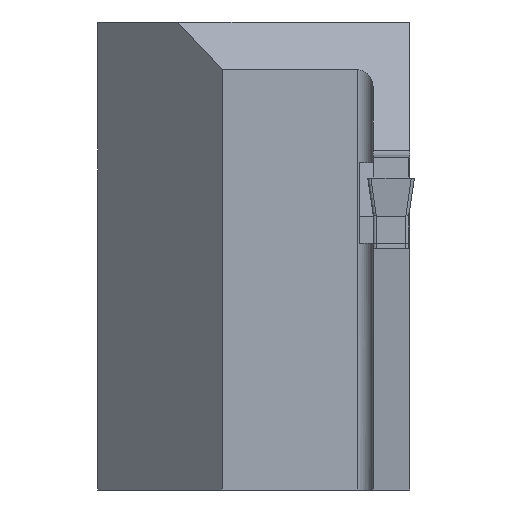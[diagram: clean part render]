
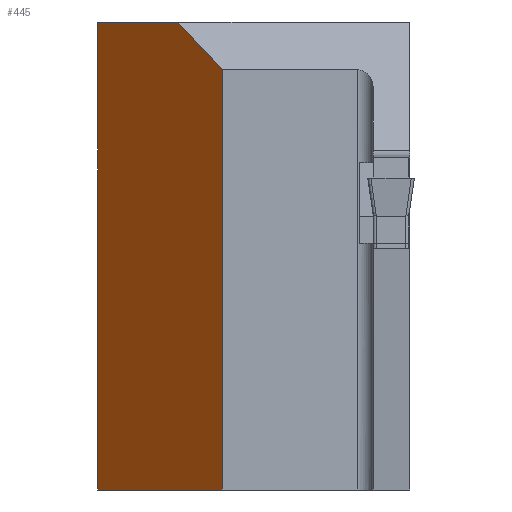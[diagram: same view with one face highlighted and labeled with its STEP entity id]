
A CAD part, left-side view. The second image highlights one B-rep face of the part: STEP entity #445.
In plain terms, the highlighted planar face has unit normal (-0.707, 0.707, 0).
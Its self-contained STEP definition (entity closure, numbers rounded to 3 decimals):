
#445=ADVANCED_FACE('',(#532),#493,.T.);
#493=PLANE('',#1324);
#532=FACE_OUTER_BOUND('',#581,.T.);
#581=EDGE_LOOP('',(#681,#682,#683,#684,#685));
#681=ORIENTED_EDGE('',*,*,#1013,.F.);
#682=ORIENTED_EDGE('',*,*,#986,.F.);
#683=ORIENTED_EDGE('',*,*,#977,.T.);
#684=ORIENTED_EDGE('',*,*,#983,.T.);
#685=ORIENTED_EDGE('',*,*,#990,.F.);
#891=VERTEX_POINT('',#1650);
#892=VERTEX_POINT('',#1652);
#896=VERTEX_POINT('',#1662);
#898=VERTEX_POINT('',#1669);
#900=VERTEX_POINT('',#1675);
#977=EDGE_CURVE('',#892,#891,#1107,.T.);
#983=EDGE_CURVE('',#891,#896,#1112,.T.);
#986=EDGE_CURVE('',#892,#898,#1115,.T.);
#990=EDGE_CURVE('',#900,#896,#1119,.T.);
#1013=EDGE_CURVE('',#898,#900,#1136,.T.);
#1107=LINE('',#1651,#1210);
#1112=LINE('',#1663,#1215);
#1115=LINE('',#1668,#1218);
#1119=LINE('',#1677,#1222);
#1136=LINE('',#1721,#1239);
#1210=VECTOR('',#1393,1.);
#1215=VECTOR('',#1402,1.);
#1218=VECTOR('',#1407,1.);
#1222=VECTOR('',#1413,1.);
#1239=VECTOR('',#1454,1.);
#1324=AXIS2_PLACEMENT_3D('',#1722,#1455,#1456);
#1393=DIRECTION('',(0.,0.,-1.));
#1402=DIRECTION('',(-0.707,-0.707,0.));
#1407=DIRECTION('',(-0.707,-0.707,0.));
#1413=DIRECTION('',(0.,0.,-1.));
#1454=DIRECTION('',(-0.563,-0.563,-0.604));
#1455=DIRECTION('',(-0.707,0.707,0.));
#1456=DIRECTION('',(-0.707,-0.707,0.));
#1650=CARTESIAN_POINT('',(19.,20.,-20.));
#1651=CARTESIAN_POINT('',(19.,20.,210.773));
#1652=CARTESIAN_POINT('',(19.,20.,10.));
#1662=CARTESIAN_POINT('',(11.,12.,-20.));
#1663=CARTESIAN_POINT('',(9.5,10.5,-20.));
#1668=CARTESIAN_POINT('',(-0.5,0.5,10.));
#1669=CARTESIAN_POINT('',(13.863,14.863,10.));
#1675=CARTESIAN_POINT('',(11.,12.,6.93));
#1677=CARTESIAN_POINT('',(11.,12.,10.));
#1721=CARTESIAN_POINT('',(80.396,81.396,81.348));
#1722=CARTESIAN_POINT('',(11.,12.,210.773));
